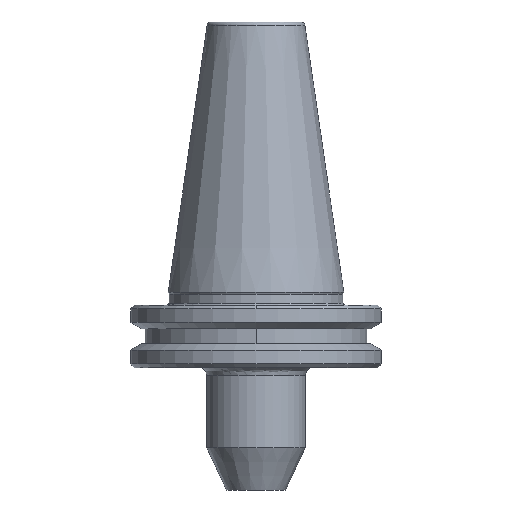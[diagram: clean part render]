
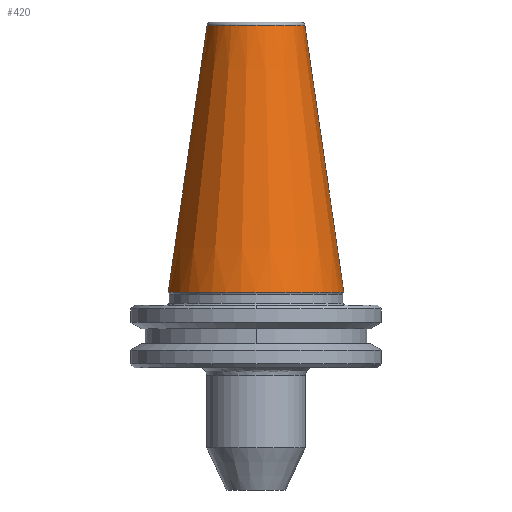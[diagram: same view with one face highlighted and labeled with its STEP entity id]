
A CAD part, front view. The second image highlights one B-rep face of the part: STEP entity #420.
In plain terms, the highlighted conical face has half-angle 8.297 degrees and reference radius 22.225 mm.
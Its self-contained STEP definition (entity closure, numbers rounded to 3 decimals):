
#19 = VERTEX_POINT ( 'NONE', #299 ) ;
#37 = VERTEX_POINT ( 'NONE', #1121 ) ;
#40 = EDGE_LOOP ( 'NONE', ( #315, #890, #592, #201 ) ) ;
#67 = CARTESIAN_POINT ( 'NONE',  ( 12.375, 0., 67.544 ) ) ;
#137 = VECTOR ( 'NONE', #869, 1000. ) ;
#139 = AXIS2_PLACEMENT_3D ( 'NONE', #1277, #1270, #1268 ) ;
#148 = EDGE_CURVE ( 'NONE', #351, #37, #1304, .T. ) ;
#151 = DIRECTION ( 'NONE',  ( 0., 0., -1. ) ) ;
#196 = EDGE_CURVE ( 'NONE', #351, #352, #1193, .T. ) ;
#201 = ORIENTED_EDGE ( 'NONE', *, *, #675, .T. ) ;
#234 = CARTESIAN_POINT ( 'NONE',  ( -12.375, 0., 67.544 ) ) ;
#237 = FACE_OUTER_BOUND ( 'NONE', #40, .T. ) ;
#262 = CIRCLE ( 'NONE', #292, 22.225 ) ;
#292 = AXIS2_PLACEMENT_3D ( 'NONE', #736, #733, #727 ) ;
#299 = CARTESIAN_POINT ( 'NONE',  ( -22.225, 0., 0. ) ) ;
#315 = ORIENTED_EDGE ( 'NONE', *, *, #148, .F. ) ;
#351 = VERTEX_POINT ( 'NONE', #67 ) ;
#352 = VERTEX_POINT ( 'NONE', #234 ) ;
#381 = AXIS2_PLACEMENT_3D ( 'NONE', #551, #151, #1300 ) ;
#420 = ADVANCED_FACE ( 'NONE', ( #237 ), #968, .T. ) ;
#543 = DIRECTION ( 'NONE',  ( 0.144, 0., -0.99 ) ) ;
#551 = CARTESIAN_POINT ( 'NONE',  ( 0., 0., 67.544 ) ) ;
#565 = EDGE_CURVE ( 'NONE', #352, #19, #880, .T. ) ;
#592 = ORIENTED_EDGE ( 'NONE', *, *, #565, .T. ) ;
#675 = EDGE_CURVE ( 'NONE', #19, #37, #262, .T. ) ;
#727 = DIRECTION ( 'NONE',  ( -1., 0., 0. ) ) ;
#733 = DIRECTION ( 'NONE',  ( 0., 0., 1. ) ) ;
#736 = CARTESIAN_POINT ( 'NONE',  ( 0., 0., 0. ) ) ;
#787 = CARTESIAN_POINT ( 'NONE',  ( 22.225, 0., 0. ) ) ;
#857 = CARTESIAN_POINT ( 'NONE',  ( -22.225, 0., 0. ) ) ;
#869 = DIRECTION ( 'NONE',  ( -0.144, 0., -0.99 ) ) ;
#880 = LINE ( 'NONE', #857, #137 ) ;
#890 = ORIENTED_EDGE ( 'NONE', *, *, #196, .T. ) ;
#952 = VECTOR ( 'NONE', #543, 1000. ) ;
#968 = CONICAL_SURFACE ( 'NONE', #139, 22.225, 0.145 ) ;
#1121 = CARTESIAN_POINT ( 'NONE',  ( 22.225, 0., 0. ) ) ;
#1193 = CIRCLE ( 'NONE', #381, 12.375 ) ;
#1268 = DIRECTION ( 'NONE',  ( -1., 0., 0. ) ) ;
#1270 = DIRECTION ( 'NONE',  ( 0., 0., -1. ) ) ;
#1277 = CARTESIAN_POINT ( 'NONE',  ( 0., 0., 0. ) ) ;
#1300 = DIRECTION ( 'NONE',  ( -1., 0., 0. ) ) ;
#1304 = LINE ( 'NONE', #787, #952 ) ;
